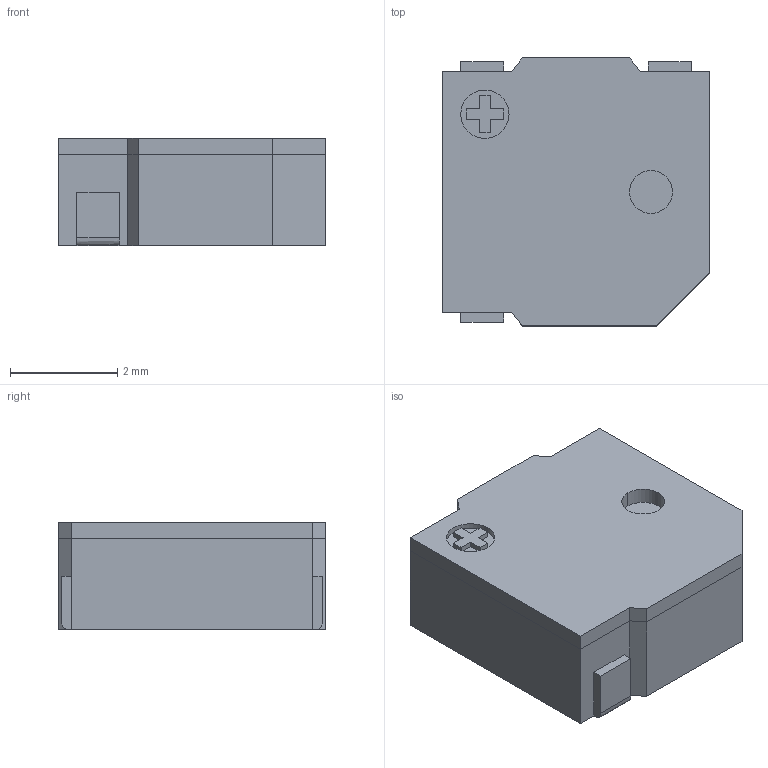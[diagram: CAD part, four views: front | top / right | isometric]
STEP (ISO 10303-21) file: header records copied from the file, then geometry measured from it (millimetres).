
FILE_DESCRIPTION (( 'STEP AP214' ), '1' );
FILE_NAME ('3BB21549-CC55-41AB-965E-35B917B45752.STEP', '2025-08-09T14:59:28', ( '' ), ( '' ), 'SwSTEP 2.0', 'SolidWorks 2022', '' );
FILE_SCHEMA (( 'AUTOMOTIVE_DESIGN' ));
Length unit declared in the file: millimetre
Products named in the file (1): 3BB21549-CC55-41AB-965E-35B917B45752
Bounding box: 5 x 5 x 2 mm (x, y, z)
Volume: 47 mm3; surface area: 173.7 mm2
Topology: 6 solids, 6 shells, 96 faces, 237 edges, 158 vertices
Faces by surface type: plane 81, cylinder 12, bspline 3
Entity records: 2966 total; most frequent: CARTESIAN_POINT 603, ORIENTED_EDGE 474, DIRECTION 437, EDGE_CURVE 237, VECTOR 201, LINE 201, VERTEX_POINT 158, AXIS2_PLACEMENT_3D 118
